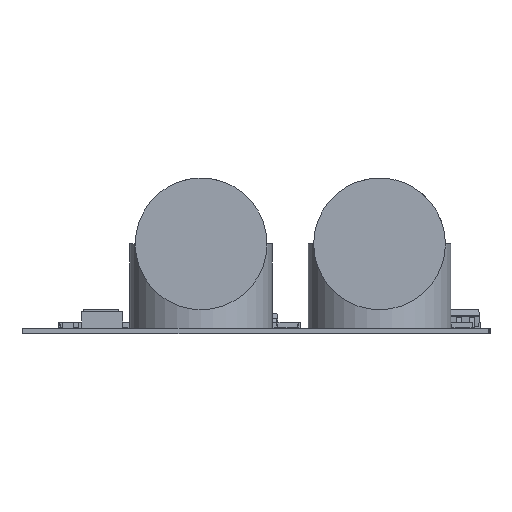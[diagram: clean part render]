
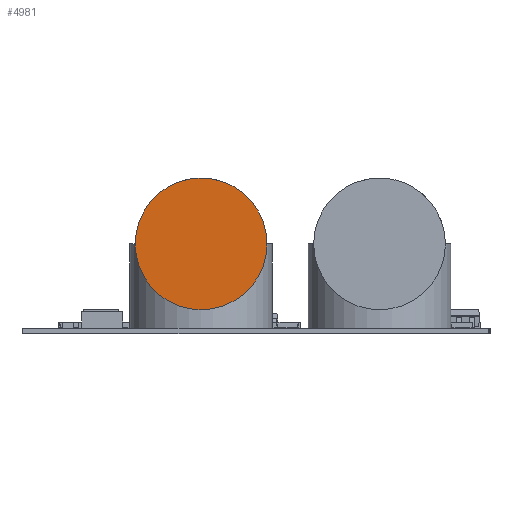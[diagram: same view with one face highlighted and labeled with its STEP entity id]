
A CAD part, left-side view. The second image highlights one B-rep face of the part: STEP entity #4981.
In plain terms, the highlighted face is planar.
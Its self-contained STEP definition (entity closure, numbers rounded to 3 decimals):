
#4953 = VERTEX_POINT('',#4954);
#4954 = CARTESIAN_POINT('',(4.8,0.,22.9));
#4960 = EDGE_CURVE('',#4953,#4953,#4961,.T.);
#4961 = CIRCLE('',#4962,4.8);
#4962 = AXIS2_PLACEMENT_3D('',#4963,#4964,#4965);
#4963 = CARTESIAN_POINT('',(0.,0.,22.9));
#4964 = DIRECTION('',(0.,0.,1.));
#4965 = DIRECTION('',(1.,0.,0.));
#4981 = ADVANCED_FACE('',(#4982),#4985,.F.);
#4982 = FACE_BOUND('',#4983,.T.);
#4983 = EDGE_LOOP('',(#4984));
#4984 = ORIENTED_EDGE('',*,*,#4960,.T.);
#4985 = PLANE('',#4986);
#4986 = AXIS2_PLACEMENT_3D('',#4987,#4988,#4989);
#4987 = CARTESIAN_POINT('',(4.8,0.,22.9));
#4988 = DIRECTION('',(0.,0.,-1.));
#4989 = DIRECTION('',(-1.,0.,0.));
